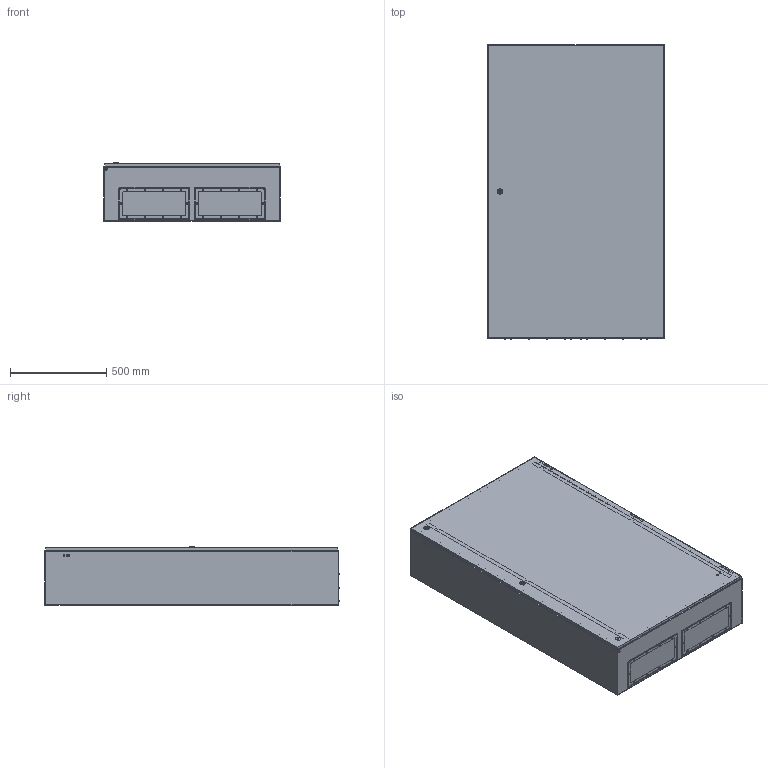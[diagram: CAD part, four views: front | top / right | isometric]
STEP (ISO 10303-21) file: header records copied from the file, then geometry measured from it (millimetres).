
FILE_DESCRIPTION (( 'STEP AP214' ), '1' );
FILE_NAME ('3331-9115-30-17.step', '2023-12-20T13:18:00', ( '' ), ( '' ), 'SwSTEP 2.0', 'SolidWorks 2019', '' );
FILE_SCHEMA (( 'AUTOMOTIVE_DESIGN' ));
Length unit declared in the file: millimetre
Products named in the file (6): Montageplatte_wg_0331-9115-00-13; Kabeleinfuehrungsplatte_wg_3080-7035-12-27; Tuer_wg_3331-9115-00-97; Montageplattenbeipack_wg_9115; Korpus_wg_9115-30; 3331-9115-30-17
Assembly tree (6 placements, depth 2):
  3331-9115-30-17
    Korpus_wg_9115-30
    Tuer_wg_3331-9115-00-97
    Kabeleinfuehrungsplatte_wg_3080-7035-12-27  x2
    Montageplatte_wg_0331-9115-00-13
    Montageplattenbeipack_wg_9115
Bounding box: 915 x 1528.1 x 307.5 mm (x, y, z)
Volume: 11182123.7 mm3; surface area: 11879441.5 mm2
Topology: 49 solids, 49 shells, 2622 faces, 6681 edges, 4295 vertices
Faces by surface type: plane 1441, cylinder 863, cone 234, torus 46, sphere 22, bspline 16
Entity records: 86795 total; most frequent: CARTESIAN_POINT 21177, DIRECTION 11669, ORIENTED_EDGE 11370, EDGE_CURVE 5685, AXIS2_PLACEMENT_3D 4227, VERTEX_POINT 3675, LINE 3215, VECTOR 3215
